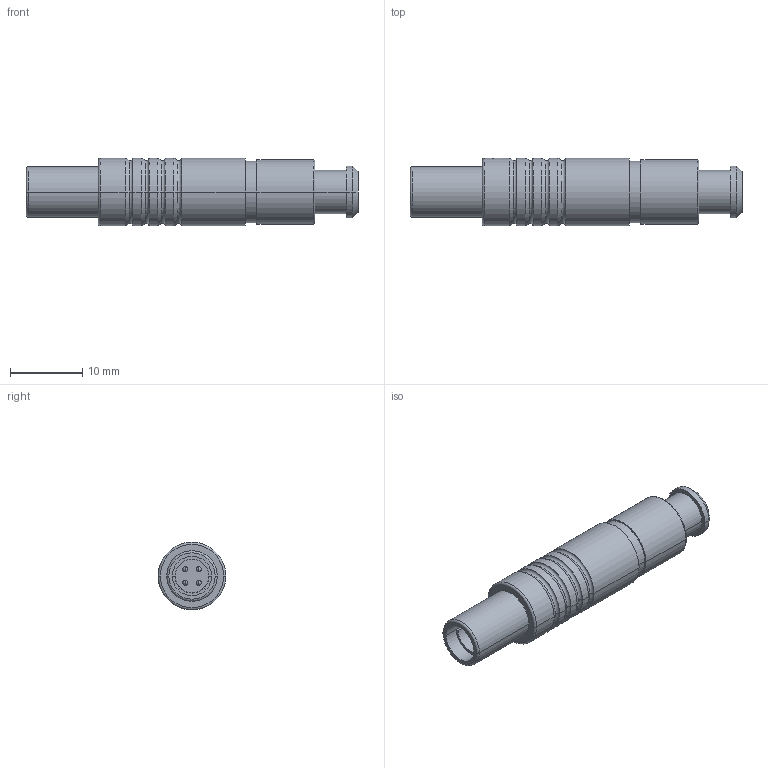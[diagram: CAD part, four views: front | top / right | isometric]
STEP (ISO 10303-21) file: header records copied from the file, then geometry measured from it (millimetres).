
FILE_DESCRIPTION((''),'2;1');
FILE_NAME('S40F1C-P04M','2021-01-21T16:04:45',('RTrager'),(''),'CREO PARAMETRIC BY PTC INC, 2018300','CREO PARAMETRIC BY PTC INC, 2018300','');
FILE_SCHEMA(('AP242_MANAGED_MODEL_BASED_3D_ENGINEERING_MIM_LF { 1 0 10303 442 1 1 4 }'));
Length unit declared in the file: millimetre
Products named in the file (1): S40F1C-P04M
Bounding box: 46 x 9.4 x 9.4 mm (x, y, z)
Volume: 1902.1 mm3; surface area: 2127.6 mm2
Topology: 1 solids, 1 shells, 123 faces, 278 edges, 166 vertices
Faces by surface type: cylinder 65, plane 22, torus 18, cone 10, sphere 8
Entity records: 5469 total; most frequent: CARTESIAN_POINT 787, DIRECTION 656, ORIENTED_EDGE 540, PRESENTATION_STYLE_ASSIGNMENT 367, STYLED_ITEM 308, AXIS2_PLACEMENT_3D 283, CURVE_STYLE 270, EDGE_CURVE 270
